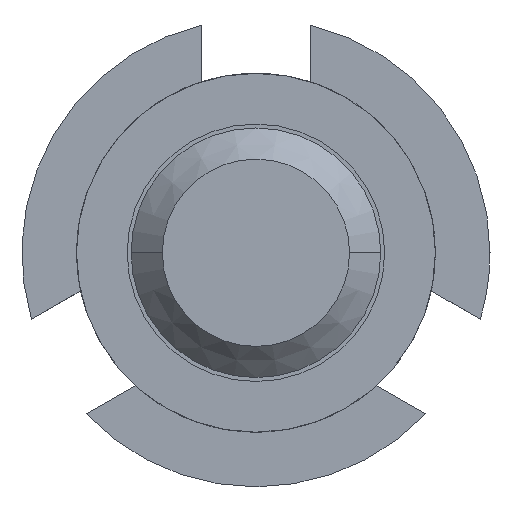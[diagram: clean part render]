
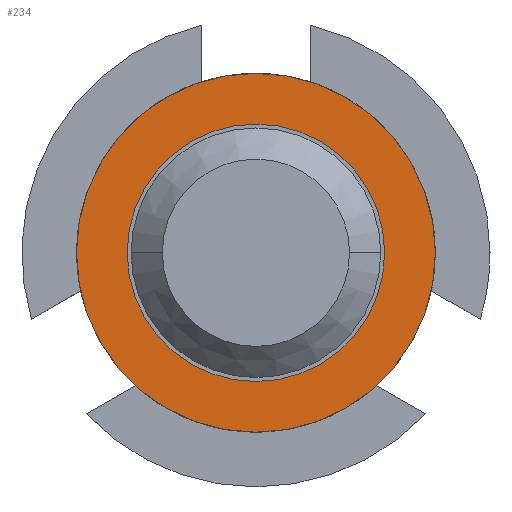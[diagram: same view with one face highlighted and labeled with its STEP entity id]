
A CAD part, front view. The second image highlights one B-rep face of the part: STEP entity #234.
In plain terms, the highlighted planar face has unit normal (0, -1, 0).
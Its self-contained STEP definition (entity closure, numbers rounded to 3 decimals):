
#18 = CARTESIAN_POINT ( 'NONE',  ( 0., -1.5, 0. ) ) ;
#234 = ADVANCED_FACE ( 'NONE', ( #4117, #3022 ), #4356, .F. ) ;
#470 = EDGE_CURVE ( 'NONE', #1037, #4495, #2411, .T. ) ;
#745 = AXIS2_PLACEMENT_3D ( 'NONE', #2193, #3277, #2545 ) ;
#1037 = VERTEX_POINT ( 'NONE', #1509 ) ;
#1155 = DIRECTION ( 'NONE',  ( 0., 1., 0. ) ) ;
#1344 = CIRCLE ( 'NONE', #3867, 0.825 ) ;
#1509 = CARTESIAN_POINT ( 'NONE',  ( -1.15, -1.5, 0. ) ) ;
#1661 = AXIS2_PLACEMENT_3D ( 'NONE', #18, #3856, #3883 ) ;
#1845 = DIRECTION ( 'NONE',  ( 1., 0., 0. ) ) ;
#2031 = ORIENTED_EDGE ( 'NONE', *, *, #4489, .T. ) ;
#2193 = CARTESIAN_POINT ( 'NONE',  ( 0., -1.5, -0.825 ) ) ;
#2197 = AXIS2_PLACEMENT_3D ( 'NONE', #3279, #1155, #3631 ) ;
#2199 = CARTESIAN_POINT ( 'NONE',  ( 0., -1.5, 0. ) ) ;
#2405 = VERTEX_POINT ( 'NONE', #3252 ) ;
#2411 = CIRCLE ( 'NONE', #4555, 1.15 ) ;
#2459 = EDGE_LOOP ( 'NONE', ( #2031, #3315 ) ) ;
#2545 = DIRECTION ( 'NONE',  ( 1., 0., 0. ) ) ;
#2568 = CARTESIAN_POINT ( 'NONE',  ( 1.15, -1.5, 0. ) ) ;
#2806 = CIRCLE ( 'NONE', #2197, 1.15 ) ;
#2841 = EDGE_CURVE ( 'NONE', #2405, #4244, #3743, .T. ) ;
#2940 = DIRECTION ( 'NONE',  ( 0., 1., 0. ) ) ;
#2950 = EDGE_LOOP ( 'NONE', ( #3693, #4542 ) ) ;
#3022 = FACE_BOUND ( 'NONE', #2459, .T. ) ;
#3252 = CARTESIAN_POINT ( 'NONE',  ( -0.825, -1.5, 0. ) ) ;
#3277 = DIRECTION ( 'NONE',  ( 0., 1., 0. ) ) ;
#3279 = CARTESIAN_POINT ( 'NONE',  ( 0., -1.5, 0. ) ) ;
#3315 = ORIENTED_EDGE ( 'NONE', *, *, #2841, .T. ) ;
#3590 = DIRECTION ( 'NONE',  ( 1., 0., 0. ) ) ;
#3631 = DIRECTION ( 'NONE',  ( 1., 0., 0. ) ) ;
#3693 = ORIENTED_EDGE ( 'NONE', *, *, #3785, .F. ) ;
#3743 = CIRCLE ( 'NONE', #1661, 0.825 ) ;
#3785 = EDGE_CURVE ( 'NONE', #4495, #1037, #2806, .T. ) ;
#3808 = CARTESIAN_POINT ( 'NONE',  ( 0.825, -1.5, 0. ) ) ;
#3856 = DIRECTION ( 'NONE',  ( 0., 1., 0. ) ) ;
#3867 = AXIS2_PLACEMENT_3D ( 'NONE', #4369, #2940, #1845 ) ;
#3883 = DIRECTION ( 'NONE',  ( 1., 0., 0. ) ) ;
#4117 = FACE_OUTER_BOUND ( 'NONE', #2950, .T. ) ;
#4244 = VERTEX_POINT ( 'NONE', #3808 ) ;
#4356 = PLANE ( 'NONE',  #745 ) ;
#4361 = DIRECTION ( 'NONE',  ( 0., 1., 0. ) ) ;
#4369 = CARTESIAN_POINT ( 'NONE',  ( 0., -1.5, 0. ) ) ;
#4489 = EDGE_CURVE ( 'NONE', #4244, #2405, #1344, .T. ) ;
#4495 = VERTEX_POINT ( 'NONE', #2568 ) ;
#4542 = ORIENTED_EDGE ( 'NONE', *, *, #470, .F. ) ;
#4555 = AXIS2_PLACEMENT_3D ( 'NONE', #2199, #4361, #3590 ) ;
